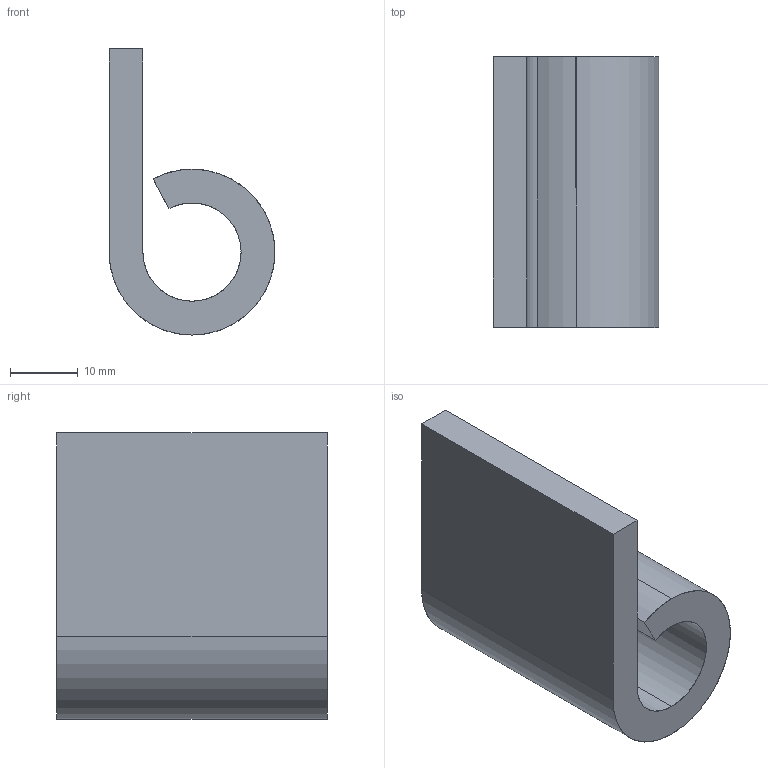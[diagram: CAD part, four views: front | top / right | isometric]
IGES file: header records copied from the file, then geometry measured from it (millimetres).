
Start section: SolidWorks IGES file using analytic representation for surfaces
Global section: file name: 960-13-30.igs; native system: SolidWorks 2018; preprocessor: SolidWorks 2018; author: Christian; date: 220322.085748; units: millimetre
Bounding box: 24.5 x 40 x 42.25 mm (x, y, z)
Surface area: 7672.9 mm2 (no closed solid volume)
Topology: 0 solids, 0 shells, 228 faces, 2813 edges, 2813 vertices
Faces by surface type: bspline 222, revolution 6
